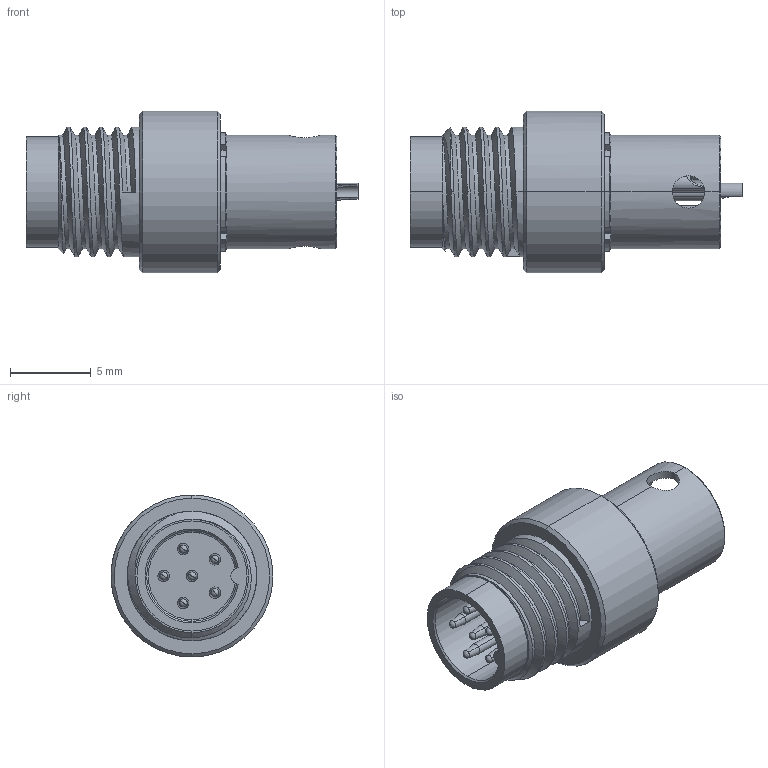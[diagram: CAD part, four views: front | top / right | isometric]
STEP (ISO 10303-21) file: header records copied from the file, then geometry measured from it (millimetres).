
FILE_DESCRIPTION (( 'STEP AP214' ), '1' );
FILE_NAME ('50-01008revA.STEP', '2023-08-11T23:25:57', ( '' ), ( '' ), 'SwSTEP 2.0', 'SolidWorks 2021', '' );
FILE_SCHEMA (( 'AUTOMOTIVE_DESIGN' ));
Length unit declared in the file: millimetre
Products named in the file (6): 50-01008-03___; 50-01008-05___; 50-01008___; 50-01008-01___; 50-01008-04___; 50-01008revA
Assembly tree (9 placements, depth 2):
  50-01008revA
    50-01008-01___
    50-01008___
    50-01008-03___  x5
    50-01008-04___
    50-01008-05___
Bounding box: 20.5 x 10 x 10 mm (x, y, z)
Volume: 714.2 mm3; surface area: 2102.4 mm2
Topology: 9 solids, 9 shells, 357 faces, 812 edges, 492 vertices
Faces by surface type: cylinder 153, plane 80, cone 68, torus 39, sphere 12, bspline 5
Entity records: 7707 total; most frequent: CARTESIAN_POINT 2288, DIRECTION 1159, ORIENTED_EDGE 1040, EDGE_CURVE 520, AXIS2_PLACEMENT_3D 484, VERTEX_POINT 324, EDGE_LOOP 256, CIRCLE 256
